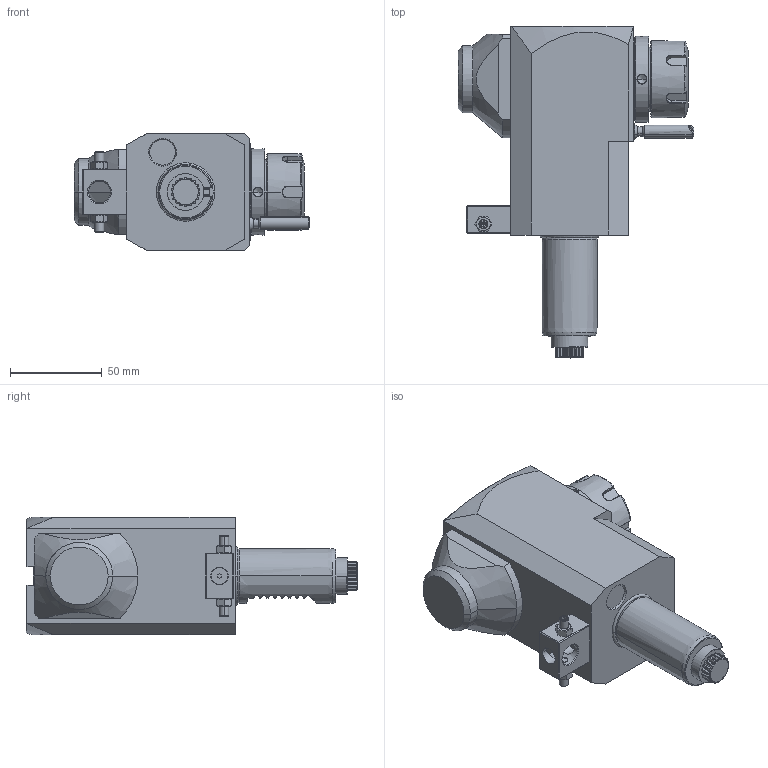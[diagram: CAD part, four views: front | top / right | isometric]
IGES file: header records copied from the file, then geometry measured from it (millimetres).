
Start section:  PTC IGES file: ngt1_30_231_25_3_1_85.igs
Global section: file name: ngt1_30_231_25_3_1_85.igs; native system: Pro/ENGINEER by Parametric Technology Corporation; preprocessor: 2010280; author: vali; organization: Unknown; date: 20220125.095404; units: millimetre
Bounding box: 128.63 x 181 x 64 mm (x, y, z)
Volume: 599326.9 mm3; surface area: 56791.5 mm2
Topology: 1 solids, 1 shells, 515 faces, 1341 edges, 835 vertices
Faces by surface type: revolution 263, bspline 252
